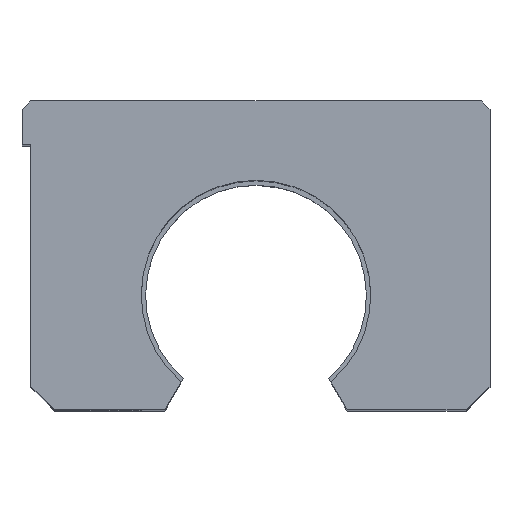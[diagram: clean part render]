
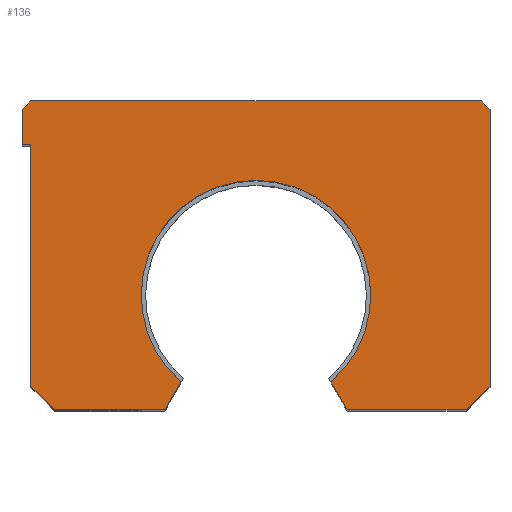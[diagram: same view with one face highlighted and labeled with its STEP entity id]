
A CAD part, top view. The second image highlights one B-rep face of the part: STEP entity #136.
In plain terms, the highlighted planar face has unit normal (0, 0, 1).
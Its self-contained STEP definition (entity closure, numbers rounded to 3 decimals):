
#136 = ADVANCED_FACE( '', ( #294 ), #295, .T. );
#294 = FACE_OUTER_BOUND( '', #465, .T. );
#295 = PLANE( '', #466 );
#465 = EDGE_LOOP( '', ( #792, #793, #794, #795, #796, #797, #798, #799, #800, #801, #802, #803, #804, #805 ) );
#466 = AXIS2_PLACEMENT_3D( '', #806, #807, #808 );
#792 = ORIENTED_EDGE( '', *, *, #952, .T. );
#793 = ORIENTED_EDGE( '', *, *, #1021, .F. );
#794 = ORIENTED_EDGE( '', *, *, #998, .T. );
#795 = ORIENTED_EDGE( '', *, *, #1035, .T. );
#796 = ORIENTED_EDGE( '', *, *, #1036, .T. );
#797 = ORIENTED_EDGE( '', *, *, #919, .T. );
#798 = ORIENTED_EDGE( '', *, *, #1037, .T. );
#799 = ORIENTED_EDGE( '', *, *, #1038, .T. );
#800 = ORIENTED_EDGE( '', *, *, #1006, .T. );
#801 = ORIENTED_EDGE( '', *, *, #960, .T. );
#802 = ORIENTED_EDGE( '', *, *, #1033, .T. );
#803 = ORIENTED_EDGE( '', *, *, #1039, .T. );
#804 = ORIENTED_EDGE( '', *, *, #1040, .T. );
#805 = ORIENTED_EDGE( '', *, *, #970, .F. );
#806 = CARTESIAN_POINT( '', ( 0., 0., 84. ) );
#807 = DIRECTION( '', ( 0., 0., 1. ) );
#808 = DIRECTION( '', ( 1., 0., 0. ) );
#919 = EDGE_CURVE( '', #1078, #1076, #1079, .T. );
#952 = EDGE_CURVE( '', #1136, #1134, #1137, .T. );
#960 = EDGE_CURVE( '', #1149, #1147, #1150, .T. );
#970 = EDGE_CURVE( '', #1136, #1165, #1166, .T. );
#998 = EDGE_CURVE( '', #1202, #1207, #1209, .T. );
#1006 = EDGE_CURVE( '', #1220, #1149, #1221, .T. );
#1021 = EDGE_CURVE( '', #1202, #1134, #1242, .T. );
#1033 = EDGE_CURVE( '', #1147, #1254, #1256, .T. );
#1035 = EDGE_CURVE( '', #1207, #1258, #1259, .T. );
#1036 = EDGE_CURVE( '', #1258, #1078, #1260, .T. );
#1037 = EDGE_CURVE( '', #1076, #1261, #1262, .T. );
#1038 = EDGE_CURVE( '', #1261, #1220, #1263, .T. );
#1039 = EDGE_CURVE( '', #1254, #1264, #1265, .T. );
#1040 = EDGE_CURVE( '', #1264, #1165, #1266, .T. );
#1076 = VERTEX_POINT( '', #1305 );
#1078 = VERTEX_POINT( '', #1308 );
#1079 = LINE( '', #1309, #1310 );
#1134 = VERTEX_POINT( '', #1437 );
#1136 = VERTEX_POINT( '', #1440 );
#1137 = CIRCLE( '', #1441, 13. );
#1147 = VERTEX_POINT( '', #1507 );
#1149 = VERTEX_POINT( '', #1510 );
#1150 = LINE( '', #1511, #1512 );
#1165 = VERTEX_POINT( '', #1534 );
#1166 = LINE( '', #1535, #1536 );
#1202 = VERTEX_POINT( '', #1583 );
#1207 = VERTEX_POINT( '', #1591 );
#1209 = LINE( '', #1594, #1595 );
#1220 = VERTEX_POINT( '', #1608 );
#1221 = LINE( '', #1609, #1610 );
#1242 = LINE( '', #1637, #1638 );
#1254 = VERTEX_POINT( '', #1709 );
#1256 = LINE( '', #1712, #1713 );
#1258 = VERTEX_POINT( '', #1715 );
#1259 = LINE( '', #1716, #1717 );
#1260 = LINE( '', #1718, #1719 );
#1261 = VERTEX_POINT( '', #1720 );
#1262 = LINE( '', #1721, #1722 );
#1263 = LINE( '', #1723, #1724 );
#1264 = VERTEX_POINT( '', #1725 );
#1265 = LINE( '', #1726, #1727 );
#1266 = LINE( '', #1728, #1729 );
#1305 = CARTESIAN_POINT( '', ( 25.5, 35., 84. ) );
#1308 = CARTESIAN_POINT( '', ( 26.5, 34., 84. ) );
#1309 = CARTESIAN_POINT( '', ( 26.5, 34., 84. ) );
#1310 = VECTOR( '', #1771, 1000. );
#1437 = CARTESIAN_POINT( '', ( 8.5, 3.164, 84. ) );
#1440 = CARTESIAN_POINT( '', ( -8.5, 3.164, 84. ) );
#1441 = AXIS2_PLACEMENT_3D( '', #1811, #1812, #1813 );
#1507 = CARTESIAN_POINT( '', ( -25.5, 30., 84. ) );
#1510 = CARTESIAN_POINT( '', ( -26.5, 30., 84. ) );
#1511 = CARTESIAN_POINT( '', ( -26.5, 30., 84. ) );
#1512 = VECTOR( '', #1822, 1000. );
#1534 = CARTESIAN_POINT( '', ( -10.327, 0., 84. ) );
#1535 = CARTESIAN_POINT( '', ( 0., 17.886, 84. ) );
#1536 = VECTOR( '', #1830, 1000. );
#1583 = CARTESIAN_POINT( '', ( 10.327, 0., 84. ) );
#1591 = CARTESIAN_POINT( '', ( 23.8, 0., 84. ) );
#1594 = CARTESIAN_POINT( '', ( -22.8, 0., 84. ) );
#1595 = VECTOR( '', #1864, 1000. );
#1608 = CARTESIAN_POINT( '', ( -26.5, 34., 84. ) );
#1609 = CARTESIAN_POINT( '', ( -26.5, 34., 84. ) );
#1610 = VECTOR( '', #1873, 1000. );
#1637 = CARTESIAN_POINT( '', ( 10.904, -1., 84. ) );
#1638 = VECTOR( '', #1889, 1000. );
#1709 = CARTESIAN_POINT( '', ( -25.5, 2.7, 84. ) );
#1712 = CARTESIAN_POINT( '', ( -25.5, 30., 84. ) );
#1713 = VECTOR( '', #1895, 1000. );
#1715 = CARTESIAN_POINT( '', ( 26.5, 2.7, 84. ) );
#1716 = CARTESIAN_POINT( '', ( 23.8, 0., 84. ) );
#1717 = VECTOR( '', #1896, 1000. );
#1718 = CARTESIAN_POINT( '', ( 26.5, 2.7, 84. ) );
#1719 = VECTOR( '', #1897, 1000. );
#1720 = CARTESIAN_POINT( '', ( -25.5, 35., 84. ) );
#1721 = CARTESIAN_POINT( '', ( 25.5, 35., 84. ) );
#1722 = VECTOR( '', #1898, 1000. );
#1723 = CARTESIAN_POINT( '', ( -25.5, 35., 84. ) );
#1724 = VECTOR( '', #1899, 1000. );
#1725 = CARTESIAN_POINT( '', ( -22.8, 0., 84. ) );
#1726 = CARTESIAN_POINT( '', ( -25.5, 2.7, 84. ) );
#1727 = VECTOR( '', #1900, 1000. );
#1728 = CARTESIAN_POINT( '', ( -22.8, 0., 84. ) );
#1729 = VECTOR( '', #1901, 1000. );
#1771 = DIRECTION( '', ( -0.707, 0.707, 0. ) );
#1811 = CARTESIAN_POINT( '', ( 0., 13., 84. ) );
#1812 = DIRECTION( '', ( 0., 0., -1. ) );
#1813 = DIRECTION( '', ( -1., 0., 0. ) );
#1822 = DIRECTION( '', ( 1., 0., 0. ) );
#1830 = DIRECTION( '', ( -0.5, -0.866, 0. ) );
#1864 = DIRECTION( '', ( 1., 0., 0. ) );
#1873 = DIRECTION( '', ( 0., -1., 0. ) );
#1889 = DIRECTION( '', ( -0.5, 0.866, 0. ) );
#1895 = DIRECTION( '', ( 0., -1., 0. ) );
#1896 = DIRECTION( '', ( 0.707, 0.707, 0. ) );
#1897 = DIRECTION( '', ( 0., 1., 0. ) );
#1898 = DIRECTION( '', ( -1., 0., 0. ) );
#1899 = DIRECTION( '', ( -0.707, -0.707, 0. ) );
#1900 = DIRECTION( '', ( 0.707, -0.707, 0. ) );
#1901 = DIRECTION( '', ( 1., 0., 0. ) );
